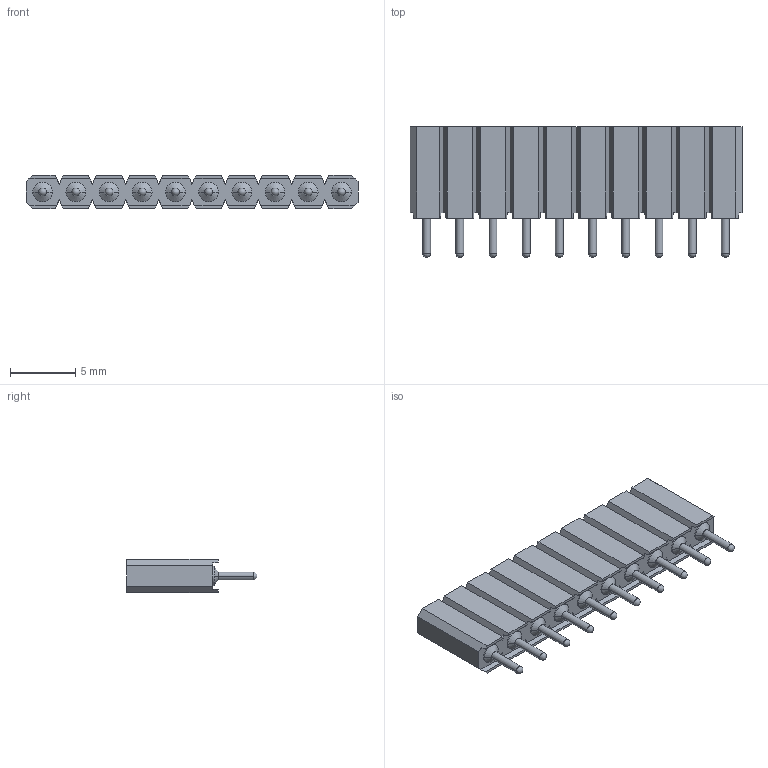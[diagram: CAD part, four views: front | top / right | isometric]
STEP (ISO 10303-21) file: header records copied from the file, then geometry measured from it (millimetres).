
FILE_DESCRIPTION(('STEP AP214'),'1');
FILE_NAME('socket_aw127-10z_-hp.stp','2015-10-25T12:40:51',('TraceParts'),('TraceParts S.A.'),'Spatial InterOp 3D',' ',' ');
FILE_SCHEMA(('automotive_design'));
Length unit declared in the file: millimetre
Products named in the file (1): 1
Bounding box: 25.4 x 10 x 2.54 mm (x, y, z)
Volume: 343.2 mm3; surface area: 999.2 mm2
Topology: 1 solids, 1 shells, 364 faces, 916 edges, 544 vertices
Faces by surface type: cone 140, plane 114, cylinder 80, torus 20, sphere 10
Entity records: 13478 total; most frequent: DIRECTION 1956, CARTESIAN_POINT 1785, ORIENTED_EDGE 1752, EDGE_CURVE 876, AXIS2_PLACEMENT_3D 715, VERTEX_POINT 544, LINE 526, VECTOR 526
